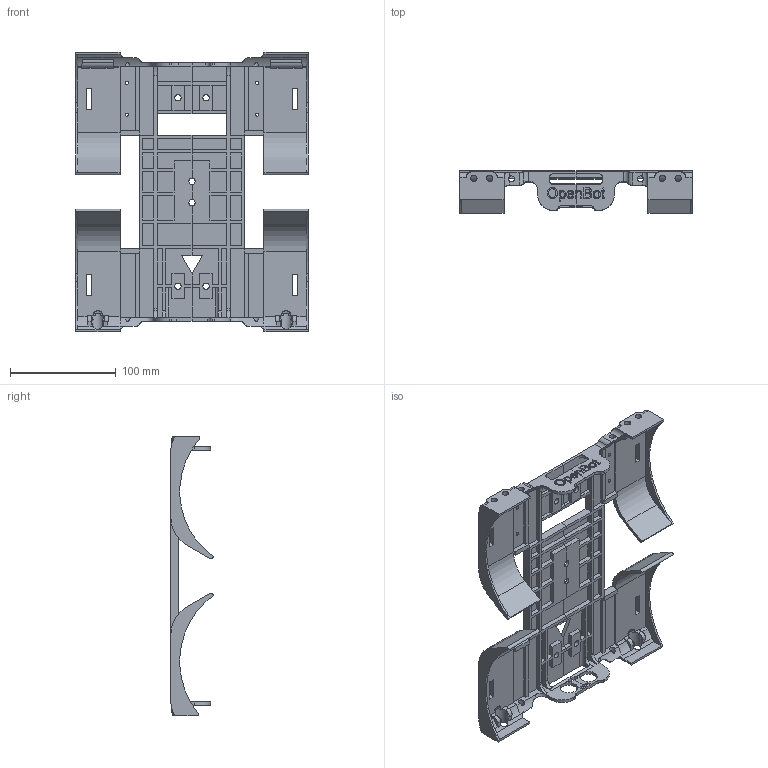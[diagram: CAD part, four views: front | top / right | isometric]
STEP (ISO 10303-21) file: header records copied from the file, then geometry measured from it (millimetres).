
FILE_DESCRIPTION(/* description */ (''),/* implementation_level */ '2;1');
FILE_NAME(/* name */ '59d4bf69-7ac3-4652-881c-ce67fd01a051.stp',/* time_stamp */ '2021-09-22T02:42:10+00:00',/* author */ (''),/* organization */ (''),/* preprocessor_version */ 'ST-DEVELOPER v18.1',/* originating_system */ 'Autodesk Translation Framework v10.10.0.1391',/* authorisation */ '');
FILE_SCHEMA (('AUTOMOTIVE_DESIGN { 1 0 10303 214 3 1 1 }'));
Length unit declared in the file: millimetre
Products named in the file (1): Main_frame
Bounding box: 220 x 40 x 264 mm (x, y, z)
Volume: 244315.4 mm3; surface area: 152461.2 mm2
Topology: 6 solids, 6 shells, 755 faces, 2124 edges, 1395 vertices
Faces by surface type: plane 483, cylinder 144, bspline 120, cone 4, torus 4
Full cylindrical faces by diameter (mm): 3 x4, 5.5 x4, 6 x8, 12 x2, 16.5 x2
Entity records: 25197 total; most frequent: CARTESIAN_POINT 6367, ORIENTED_EDGE 4248, DIRECTION 3316, EDGE_CURVE 2124, LINE 1532, VECTOR 1532, VERTEX_POINT 1395, AXIS2_PLACEMENT_3D 892
